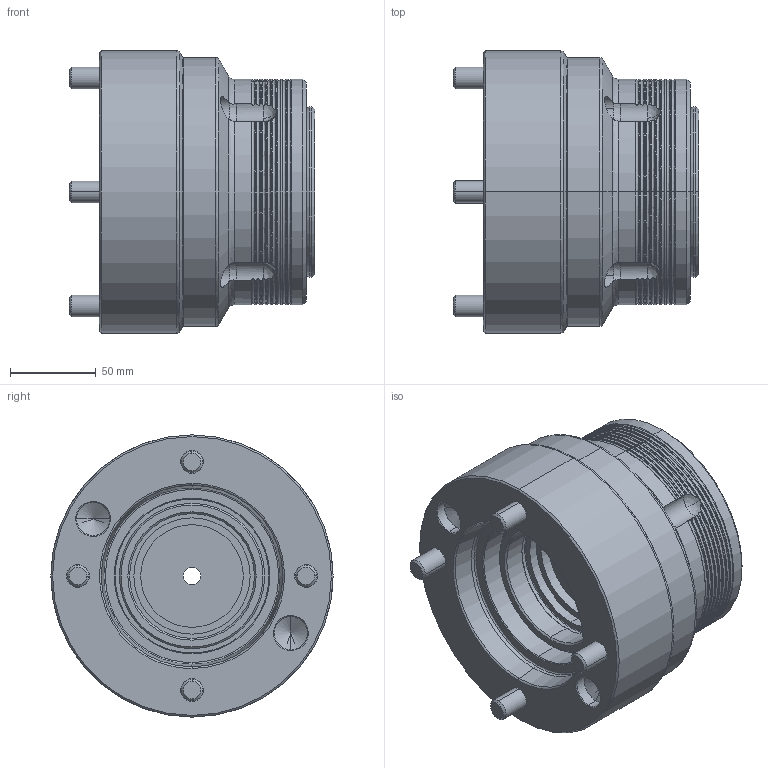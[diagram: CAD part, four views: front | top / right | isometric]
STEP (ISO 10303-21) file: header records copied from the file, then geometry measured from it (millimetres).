
FILE_DESCRIPTION (( 'STEP AP214' ), '1' );
FILE_NAME ('08-2077.STEP', '2025-05-28T21:20:32', ( '' ), ( '' ), 'SwSTEP 2.0', 'SolidWorks 2023', '' );
FILE_SCHEMA (( 'AUTOMOTIVE_DESIGN' ));
Length unit declared in the file: inch
Products named in the file (9): CF-CBD-6517-05010; ¶êÀY¤º¤»¨¤Á³®ê_M8x35; ¶êÀY¤º¤»¨¤Á³®ê(­^¨î)_1_2-13UNC x1-3_4_; CF-CBD-6517-03020; CF-CBD-6517-02010; CF-CBD-6517-01030; CF-RG-65R; 08-2077; CF-CKCC730800101
Assembly tree (14 placements, depth 2):
  08-2077
    CF-CKCC730800101
    CF-CBD-6517-01030
    CF-CBD-6517-02010
    CF-CBD-6517-03020
    CF-CBD-6517-05010
    ¶êÀY¤º¤»¨¤Á³®ê_M8x35  x4
    ¶êÀY¤º¤»¨¤Á³®ê(­^¨î)_1_2-13UNC x1-3_4_  x4
    CF-RG-65R
Bounding box: 143.65 x 165 x 165 mm (x, y, z)
Volume: 1692895.8 mm3; surface area: 364065.7 mm2
Topology: 14 solids, 14 shells, 649 faces, 1588 edges, 967 vertices
Faces by surface type: cylinder 214, cone 209, plane 166, bspline 60
Entity records: 17369 total; most frequent: CARTESIAN_POINT 5333, DIRECTION 2557, ORIENTED_EDGE 2416, EDGE_CURVE 1208, AXIS2_PLACEMENT_3D 1093, VERTEX_POINT 769, CIRCLE 637, EDGE_LOOP 571
